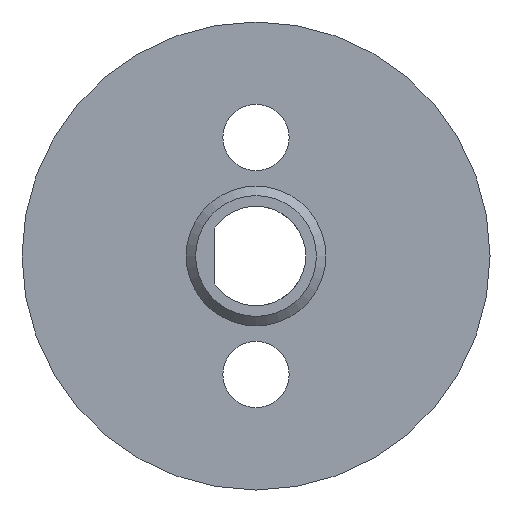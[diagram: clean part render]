
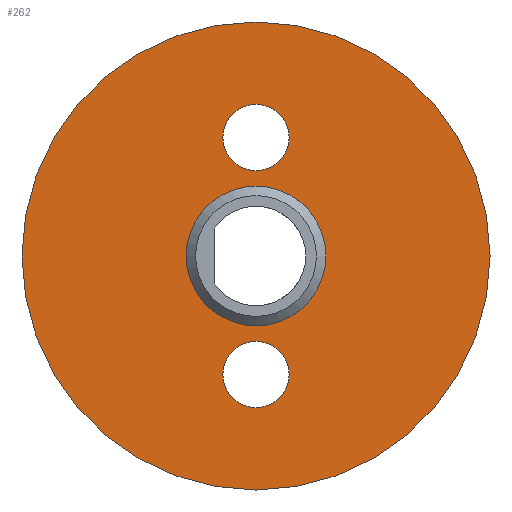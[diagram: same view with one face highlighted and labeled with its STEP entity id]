
A CAD part, front view. The second image highlights one B-rep face of the part: STEP entity #262.
In plain terms, the highlighted planar face has unit normal (0, -1, 0).
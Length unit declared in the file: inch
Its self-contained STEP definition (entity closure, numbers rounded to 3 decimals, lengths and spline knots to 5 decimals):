
#19=FACE_BOUND('',#71,.T.);
#20=FACE_BOUND('',#72,.T.);
#21=FACE_BOUND('',#73,.T.);
#27=PLANE('',#313);
#50=FACE_OUTER_BOUND('',#70,.T.);
#70=EDGE_LOOP('',(#240));
#71=EDGE_LOOP('',(#241));
#72=EDGE_LOOP('',(#242));
#73=EDGE_LOOP('',(#243));
#102=CIRCLE('',#281,0.1475);
#118=CIRCLE('',#308,0.07);
#119=CIRCLE('',#310,0.07);
#120=CIRCLE('',#312,0.4937);
#123=VERTEX_POINT('',#411);
#139=VERTEX_POINT('',#463);
#140=VERTEX_POINT('',#467);
#141=VERTEX_POINT('',#471);
#146=EDGE_CURVE('',#123,#123,#102,.T.);
#170=EDGE_CURVE('',#139,#139,#118,.T.);
#172=EDGE_CURVE('',#140,#140,#119,.T.);
#174=EDGE_CURVE('',#141,#141,#120,.T.);
#240=ORIENTED_EDGE('',*,*,#174,.T.);
#241=ORIENTED_EDGE('',*,*,#172,.T.);
#242=ORIENTED_EDGE('',*,*,#170,.T.);
#243=ORIENTED_EDGE('',*,*,#146,.T.);
#262=ADVANCED_FACE('',(#50,#19,#20,#21),#27,.F.);
#281=AXIS2_PLACEMENT_3D('',#413,#326,#327);
#308=AXIS2_PLACEMENT_3D('',#464,#388,#389);
#310=AXIS2_PLACEMENT_3D('',#468,#393,#394);
#312=AXIS2_PLACEMENT_3D('',#472,#398,#399);
#313=AXIS2_PLACEMENT_3D('',#474,#401,#402);
#326=DIRECTION('center_axis',(0.,1.,0.));
#327=DIRECTION('ref_axis',(1.,0.,0.));
#388=DIRECTION('center_axis',(0.,1.,0.));
#389=DIRECTION('ref_axis',(1.,0.,0.));
#393=DIRECTION('center_axis',(0.,1.,0.));
#394=DIRECTION('ref_axis',(1.,0.,0.));
#398=DIRECTION('center_axis',(0.,-1.,0.));
#399=DIRECTION('ref_axis',(1.,0.,0.));
#401=DIRECTION('center_axis',(0.,1.,0.));
#402=DIRECTION('ref_axis',(1.,0.,0.));
#411=CARTESIAN_POINT('',(-0.1475,-0.22,0.));
#413=CARTESIAN_POINT('Origin',(0.,-0.22,0.));
#463=CARTESIAN_POINT('',(-0.07,-0.22,0.25));
#464=CARTESIAN_POINT('Origin',(0.,-0.22,0.25));
#467=CARTESIAN_POINT('',(-0.07,-0.22,-0.25));
#468=CARTESIAN_POINT('Origin',(0.,-0.22,-0.25));
#471=CARTESIAN_POINT('',(-0.4937,-0.22,0.));
#472=CARTESIAN_POINT('Origin',(0.,-0.22,0.));
#474=CARTESIAN_POINT('Origin',(0.,-0.22,0.));
